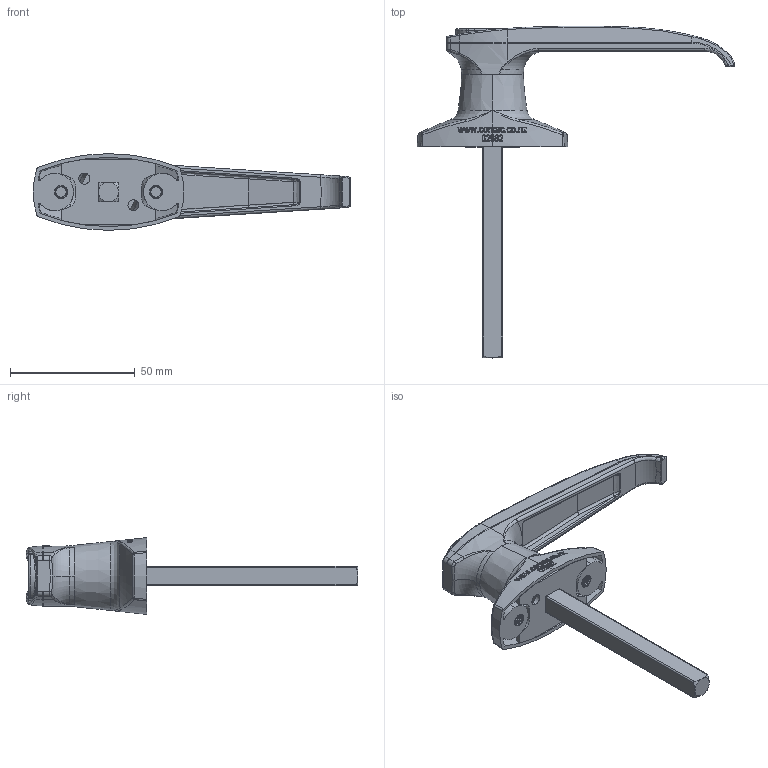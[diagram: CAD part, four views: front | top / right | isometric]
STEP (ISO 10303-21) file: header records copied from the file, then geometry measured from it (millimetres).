
FILE_DESCRIPTION (( 'STEP AP214' ), '1' );
FILE_NAME ('02962-L Handle Locking Rear Fix 180deg Chrome 115mm.STEP', '2020-02-26T01:01:17', ( '' ), ( '' ), 'SwSTEP 2.0', 'SolidWorks 2018', '' );
FILE_SCHEMA (( 'AUTOMOTIVE_DESIGN' ));
Length unit declared in the file: millimetre
Products named in the file (1): 02962-L Handle Locking Rear Fix 180deg Chrome 115mm
Bounding box: 127.11 x 132.83 x 30.69 mm (x, y, z)
Volume: 34023 mm3; surface area: 22798.2 mm2
Topology: 4 solids, 4 shells, 928 faces, 2381 edges, 1484 vertices
Faces by surface type: bspline 337, cylinder 190, torus 186, plane 173, cone 26, sphere 16
Entity records: 46501 total; most frequent: CARTESIAN_POINT 27207, ORIENTED_EDGE 4726, DIRECTION 2931, EDGE_CURVE 2363, VERTEX_POINT 1476, AXIS2_PLACEMENT_3D 1177, B_SPLINE_CURVE_WITH_KNOTS 1068, EDGE_LOOP 1017
